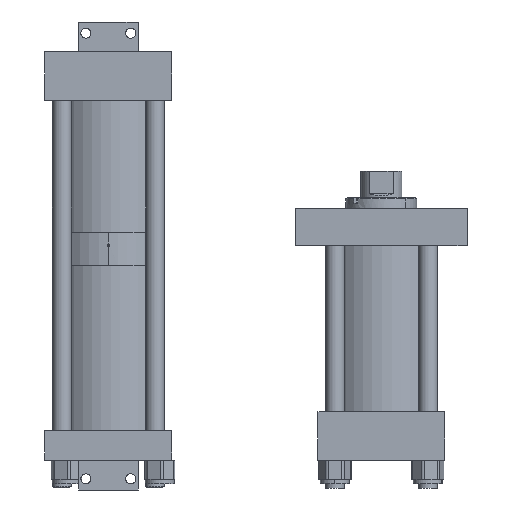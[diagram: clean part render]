
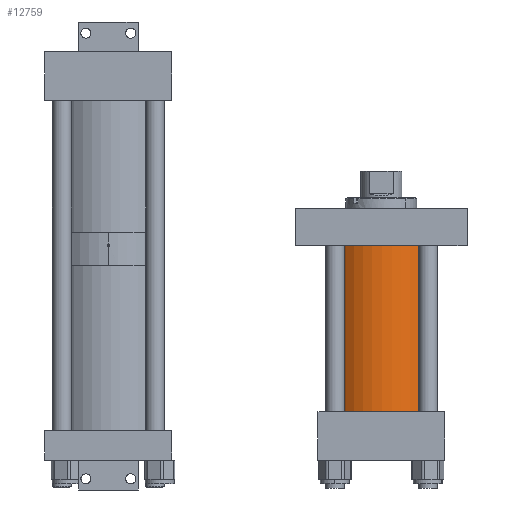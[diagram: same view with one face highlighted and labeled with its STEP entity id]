
A CAD part, front view. The second image highlights one B-rep face of the part: STEP entity #12759.
In plain terms, the highlighted cylindrical face has radius 47.625 mm (diameter 95.25 mm), a partial arc.
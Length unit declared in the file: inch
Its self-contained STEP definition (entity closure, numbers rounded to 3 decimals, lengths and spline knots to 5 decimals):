
#665 = DIRECTION ( 'NONE',  ( -1., 0., 0. ) ) ;
#767 = EDGE_CURVE ( 'NONE', #10625, #1073, #10696, .T. ) ;
#844 = CARTESIAN_POINT ( 'NONE',  ( -1.875, 0., 0. ) ) ;
#1073 = VERTEX_POINT ( 'NONE', #844 ) ;
#1086 = VERTEX_POINT ( 'NONE', #9969 ) ;
#1700 = VECTOR ( 'NONE', #15215, 39.37008 ) ;
#2081 = DIRECTION ( 'NONE',  ( 0., 0., 1. ) ) ;
#4063 = CARTESIAN_POINT ( 'NONE',  ( -1.875, 0., 5.562 ) ) ;
#4130 = FACE_OUTER_BOUND ( 'NONE', #14119, .T. ) ;
#4825 = CARTESIAN_POINT ( 'NONE',  ( -1.875, 0., 5.562 ) ) ;
#5341 = CYLINDRICAL_SURFACE ( 'NONE', #8551, 1.875 ) ;
#5927 = ORIENTED_EDGE ( 'NONE', *, *, #13856, .T. ) ;
#6602 = CARTESIAN_POINT ( 'NONE',  ( 1.875, 0., 5.562 ) ) ;
#6638 = DIRECTION ( 'NONE',  ( 0., 0., 1. ) ) ;
#7310 = DIRECTION ( 'NONE',  ( 0., 0., -1. ) ) ;
#7813 = EDGE_CURVE ( 'NONE', #1086, #11175, #13272, .T. ) ;
#7965 = EDGE_CURVE ( 'NONE', #10625, #1086, #14041, .T. ) ;
#8551 = AXIS2_PLACEMENT_3D ( 'NONE', #13952, #7310, #665 ) ;
#8641 = ORIENTED_EDGE ( 'NONE', *, *, #7813, .F. ) ;
#8664 = ORIENTED_EDGE ( 'NONE', *, *, #767, .T. ) ;
#8703 = CARTESIAN_POINT ( 'NONE',  ( 0., 0., 0. ) ) ;
#8786 = AXIS2_PLACEMENT_3D ( 'NONE', #8703, #2081, #10700 ) ;
#9302 = DIRECTION ( 'NONE',  ( 1., 0., 0. ) ) ;
#9969 = CARTESIAN_POINT ( 'NONE',  ( 1.875, 0., 5.562 ) ) ;
#9976 = ORIENTED_EDGE ( 'NONE', *, *, #7965, .F. ) ;
#10625 = VERTEX_POINT ( 'NONE', #4825 ) ;
#10696 = LINE ( 'NONE', #4063, #14283 ) ;
#10700 = DIRECTION ( 'NONE',  ( 1., 0., 0. ) ) ;
#11175 = VERTEX_POINT ( 'NONE', #13725 ) ;
#11322 = AXIS2_PLACEMENT_3D ( 'NONE', #13301, #6638, #9302 ) ;
#11531 = CIRCLE ( 'NONE', #8786, 1.875 ) ;
#12672 = DIRECTION ( 'NONE',  ( 0., 0., -1. ) ) ;
#12759 = ADVANCED_FACE ( 'NONE', ( #4130 ), #5341, .T. ) ;
#13272 = LINE ( 'NONE', #6602, #1700 ) ;
#13301 = CARTESIAN_POINT ( 'NONE',  ( 0., 0., 5.562 ) ) ;
#13725 = CARTESIAN_POINT ( 'NONE',  ( 1.875, 0., 0. ) ) ;
#13856 = EDGE_CURVE ( 'NONE', #1073, #11175, #11531, .T. ) ;
#13952 = CARTESIAN_POINT ( 'NONE',  ( 0., 0., 5.562 ) ) ;
#14041 = CIRCLE ( 'NONE', #11322, 1.875 ) ;
#14119 = EDGE_LOOP ( 'NONE', ( #8641, #9976, #8664, #5927 ) ) ;
#14283 = VECTOR ( 'NONE', #12672, 39.37008 ) ;
#15215 = DIRECTION ( 'NONE',  ( 0., 0., -1. ) ) ;
